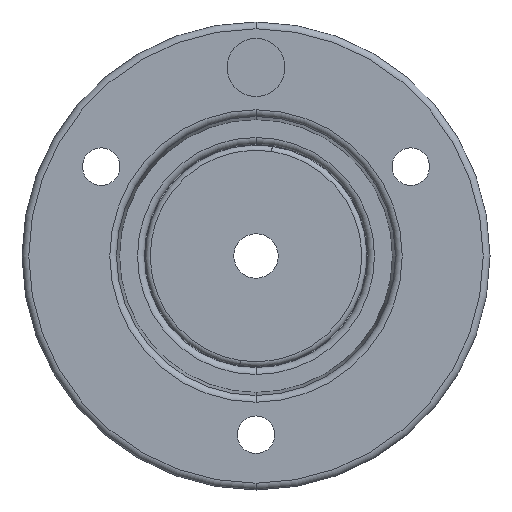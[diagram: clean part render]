
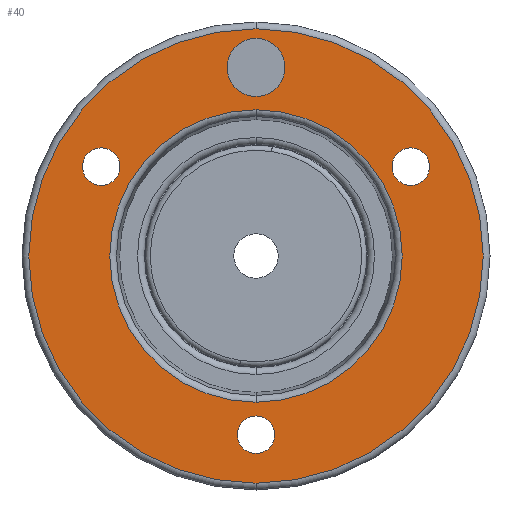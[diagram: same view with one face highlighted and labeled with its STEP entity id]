
A CAD part, front view. The second image highlights one B-rep face of the part: STEP entity #40.
In plain terms, the highlighted planar face has unit normal (0, -1, 0).
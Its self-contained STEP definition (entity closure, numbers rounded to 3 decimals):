
#40 = ADVANCED_FACE ( 'NONE', ( #4722, #3668, #599, #2595, #483, #4600 ), #175, .T. ) ;
#175 = PLANE ( 'NONE',  #2320 ) ;
#213 = VERTEX_POINT ( 'NONE', #1629 ) ;
#269 = DIRECTION ( 'NONE',  ( 0., -1., 0. ) ) ;
#296 = CARTESIAN_POINT ( 'NONE',  ( 0., 0., 42.866 ) ) ;
#313 = CIRCLE ( 'NONE', #2946, 42.866 ) ;
#369 = EDGE_LOOP ( 'NONE', ( #4885, #4941 ) ) ;
#376 = CARTESIAN_POINT ( 'NONE',  ( 0., 0., 55.28 ) ) ;
#383 = CARTESIAN_POINT ( 'NONE',  ( 0., 0., 0. ) ) ;
#482 = EDGE_CURVE ( 'NONE', #213, #4734, #1793, .T. ) ;
#483 = FACE_OUTER_BOUND ( 'NONE', #369, .T. ) ;
#537 = EDGE_CURVE ( 'NONE', #4687, #946, #2348, .T. ) ;
#540 = CARTESIAN_POINT ( 'NONE',  ( 0., 0., -52.4 ) ) ;
#549 = CIRCLE ( 'NONE', #3068, 5.5 ) ;
#599 = FACE_BOUND ( 'NONE', #2370, .T. ) ;
#636 = AXIS2_PLACEMENT_3D ( 'NONE', #3273, #906, #3696 ) ;
#745 = EDGE_CURVE ( 'NONE', #4734, #213, #923, .T. ) ;
#755 = AXIS2_PLACEMENT_3D ( 'NONE', #3052, #269, #2654 ) ;
#777 = DIRECTION ( 'NONE',  ( 0., 0., -1. ) ) ;
#834 = CARTESIAN_POINT ( 'NONE',  ( 0., 0., -57.9 ) ) ;
#906 = DIRECTION ( 'NONE',  ( 0., 1., 0. ) ) ;
#923 = CIRCLE ( 'NONE', #755, 5.5 ) ;
#941 = ORIENTED_EDGE ( 'NONE', *, *, #2646, .F. ) ;
#944 = DIRECTION ( 'NONE',  ( 0., 0., -1. ) ) ;
#946 = VERTEX_POINT ( 'NONE', #2408 ) ;
#961 = DIRECTION ( 'NONE',  ( 0., -1., 0. ) ) ;
#1051 = EDGE_CURVE ( 'NONE', #3363, #5186, #1467, .T. ) ;
#1123 = AXIS2_PLACEMENT_3D ( 'NONE', #4369, #1577, #3970 ) ;
#1144 = DIRECTION ( 'NONE',  ( 0., 0., -1. ) ) ;
#1200 = ORIENTED_EDGE ( 'NONE', *, *, #482, .F. ) ;
#1265 = CARTESIAN_POINT ( 'NONE',  ( -45.38, 0., 31.7 ) ) ;
#1446 = DIRECTION ( 'NONE',  ( 0., -1., 0. ) ) ;
#1467 = CIRCLE ( 'NONE', #4175, 66.6 ) ;
#1534 = CARTESIAN_POINT ( 'NONE',  ( 45.38, 0., 20.7 ) ) ;
#1541 = CARTESIAN_POINT ( 'NONE',  ( 0., 0., 55.28 ) ) ;
#1577 = DIRECTION ( 'NONE',  ( 0., -1., 0. ) ) ;
#1629 = CARTESIAN_POINT ( 'NONE',  ( -45.38, 0., 20.7 ) ) ;
#1648 = CARTESIAN_POINT ( 'NONE',  ( 0., 0., -52.4 ) ) ;
#1659 = CARTESIAN_POINT ( 'NONE',  ( 0., 0., -42.866 ) ) ;
#1746 = CARTESIAN_POINT ( 'NONE',  ( 45.38, 0., 26.2 ) ) ;
#1751 = ORIENTED_EDGE ( 'NONE', *, *, #2523, .F. ) ;
#1793 = CIRCLE ( 'NONE', #1123, 5.5 ) ;
#1815 = VERTEX_POINT ( 'NONE', #296 ) ;
#1858 = CARTESIAN_POINT ( 'NONE',  ( 45.38, 0., 26.2 ) ) ;
#1880 = EDGE_LOOP ( 'NONE', ( #1200, #3237 ) ) ;
#1928 = EDGE_LOOP ( 'NONE', ( #3572, #2619 ) ) ;
#1933 = VERTEX_POINT ( 'NONE', #3531 ) ;
#2028 = AXIS2_PLACEMENT_3D ( 'NONE', #1746, #4533, #2138 ) ;
#2030 = DIRECTION ( 'NONE',  ( 0., 0., -1. ) ) ;
#2046 = CARTESIAN_POINT ( 'NONE',  ( 0., 0., -46.9 ) ) ;
#2068 = EDGE_CURVE ( 'NONE', #1933, #2442, #4443, .T. ) ;
#2138 = DIRECTION ( 'NONE',  ( 0., 0., -1. ) ) ;
#2258 = DIRECTION ( 'NONE',  ( 0., 0., -1. ) ) ;
#2275 = AXIS2_PLACEMENT_3D ( 'NONE', #1648, #4430, #2030 ) ;
#2320 = AXIS2_PLACEMENT_3D ( 'NONE', #3763, #961, #3337 ) ;
#2348 = CIRCLE ( 'NONE', #2713, 8.5 ) ;
#2363 = DIRECTION ( 'NONE',  ( 0., 1., 0. ) ) ;
#2370 = EDGE_LOOP ( 'NONE', ( #1751, #941 ) ) ;
#2408 = CARTESIAN_POINT ( 'NONE',  ( 0., 0., 46.78 ) ) ;
#2442 = VERTEX_POINT ( 'NONE', #1534 ) ;
#2523 = EDGE_CURVE ( 'NONE', #4684, #4740, #4798, .T. ) ;
#2595 = FACE_BOUND ( 'NONE', #3565, .T. ) ;
#2619 = ORIENTED_EDGE ( 'NONE', *, *, #2068, .F. ) ;
#2646 = EDGE_CURVE ( 'NONE', #4740, #4684, #549, .T. ) ;
#2654 = DIRECTION ( 'NONE',  ( 0., 0., -1. ) ) ;
#2702 = CIRCLE ( 'NONE', #3088, 66.6 ) ;
#2713 = AXIS2_PLACEMENT_3D ( 'NONE', #1541, #3934, #1144 ) ;
#2760 = DIRECTION ( 'NONE',  ( 0., -1., 0. ) ) ;
#2946 = AXIS2_PLACEMENT_3D ( 'NONE', #4754, #2363, #5162 ) ;
#2955 = ORIENTED_EDGE ( 'NONE', *, *, #4263, .T. ) ;
#3013 = EDGE_CURVE ( 'NONE', #946, #4687, #4481, .T. ) ;
#3052 = CARTESIAN_POINT ( 'NONE',  ( -45.38, 0., 26.2 ) ) ;
#3068 = AXIS2_PLACEMENT_3D ( 'NONE', #540, #3319, #944 ) ;
#3088 = AXIS2_PLACEMENT_3D ( 'NONE', #3833, #1446, #4233 ) ;
#3148 = DIRECTION ( 'NONE',  ( 0., -1., 0. ) ) ;
#3211 = CARTESIAN_POINT ( 'NONE',  ( 0., 0., 63.78 ) ) ;
#3237 = ORIENTED_EDGE ( 'NONE', *, *, #745, .F. ) ;
#3273 = CARTESIAN_POINT ( 'NONE',  ( 0., 0., 0. ) ) ;
#3275 = EDGE_CURVE ( 'NONE', #5186, #3363, #2702, .T. ) ;
#3319 = DIRECTION ( 'NONE',  ( 0., -1., 0. ) ) ;
#3337 = DIRECTION ( 'NONE',  ( 0., 0., -1. ) ) ;
#3341 = EDGE_CURVE ( 'NONE', #2442, #1933, #3783, .T. ) ;
#3363 = VERTEX_POINT ( 'NONE', #4634 ) ;
#3485 = ORIENTED_EDGE ( 'NONE', *, *, #5164, .T. ) ;
#3531 = CARTESIAN_POINT ( 'NONE',  ( 45.38, 0., 31.7 ) ) ;
#3565 = EDGE_LOOP ( 'NONE', ( #4311, #4496 ) ) ;
#3572 = ORIENTED_EDGE ( 'NONE', *, *, #3341, .F. ) ;
#3668 = FACE_BOUND ( 'NONE', #1928, .T. ) ;
#3696 = DIRECTION ( 'NONE',  ( 0., 0., -1. ) ) ;
#3763 = CARTESIAN_POINT ( 'NONE',  ( -41.1, 0., 0. ) ) ;
#3783 = CIRCLE ( 'NONE', #3908, 5.5 ) ;
#3833 = CARTESIAN_POINT ( 'NONE',  ( 0., 0., 0. ) ) ;
#3882 = VERTEX_POINT ( 'NONE', #1659 ) ;
#3908 = AXIS2_PLACEMENT_3D ( 'NONE', #1858, #4653, #2258 ) ;
#3934 = DIRECTION ( 'NONE',  ( 0., -1., 0. ) ) ;
#3942 = AXIS2_PLACEMENT_3D ( 'NONE', #376, #3148, #777 ) ;
#3970 = DIRECTION ( 'NONE',  ( 0., 0., -1. ) ) ;
#4087 = EDGE_LOOP ( 'NONE', ( #2955, #3485 ) ) ;
#4175 = AXIS2_PLACEMENT_3D ( 'NONE', #383, #2760, #5176 ) ;
#4233 = DIRECTION ( 'NONE',  ( 0., 0., -1. ) ) ;
#4263 = EDGE_CURVE ( 'NONE', #3882, #1815, #4671, .T. ) ;
#4311 = ORIENTED_EDGE ( 'NONE', *, *, #3013, .F. ) ;
#4369 = CARTESIAN_POINT ( 'NONE',  ( -45.38, 0., 26.2 ) ) ;
#4430 = DIRECTION ( 'NONE',  ( 0., -1., 0. ) ) ;
#4443 = CIRCLE ( 'NONE', #2028, 5.5 ) ;
#4481 = CIRCLE ( 'NONE', #3942, 8.5 ) ;
#4496 = ORIENTED_EDGE ( 'NONE', *, *, #537, .F. ) ;
#4533 = DIRECTION ( 'NONE',  ( 0., -1., 0. ) ) ;
#4600 = FACE_BOUND ( 'NONE', #4087, .T. ) ;
#4634 = CARTESIAN_POINT ( 'NONE',  ( 0., 0., 66.6 ) ) ;
#4653 = DIRECTION ( 'NONE',  ( 0., -1., 0. ) ) ;
#4671 = CIRCLE ( 'NONE', #636, 42.866 ) ;
#4684 = VERTEX_POINT ( 'NONE', #834 ) ;
#4687 = VERTEX_POINT ( 'NONE', #3211 ) ;
#4722 = FACE_BOUND ( 'NONE', #1880, .T. ) ;
#4734 = VERTEX_POINT ( 'NONE', #1265 ) ;
#4740 = VERTEX_POINT ( 'NONE', #2046 ) ;
#4754 = CARTESIAN_POINT ( 'NONE',  ( 0., 0., 0. ) ) ;
#4773 = CARTESIAN_POINT ( 'NONE',  ( 0., 0., -66.6 ) ) ;
#4798 = CIRCLE ( 'NONE', #2275, 5.5 ) ;
#4885 = ORIENTED_EDGE ( 'NONE', *, *, #3275, .T. ) ;
#4941 = ORIENTED_EDGE ( 'NONE', *, *, #1051, .T. ) ;
#5162 = DIRECTION ( 'NONE',  ( 0., 0., -1. ) ) ;
#5164 = EDGE_CURVE ( 'NONE', #1815, #3882, #313, .T. ) ;
#5176 = DIRECTION ( 'NONE',  ( 0., 0., -1. ) ) ;
#5186 = VERTEX_POINT ( 'NONE', #4773 ) ;
